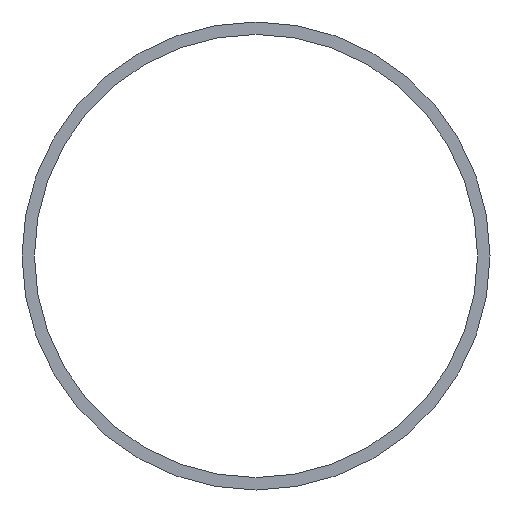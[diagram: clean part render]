
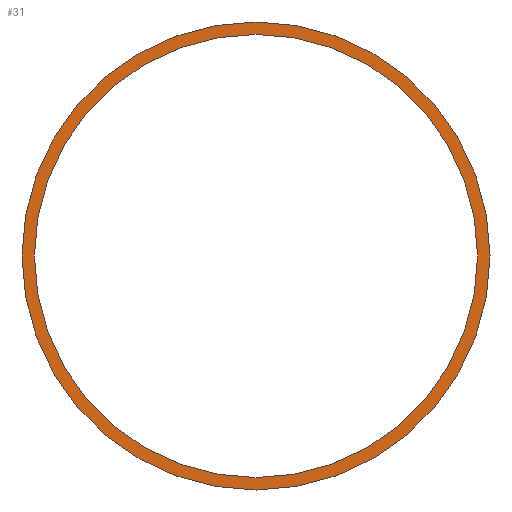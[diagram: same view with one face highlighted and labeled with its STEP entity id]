
A CAD part, front view. The second image highlights one B-rep face of the part: STEP entity #31.
In plain terms, the highlighted planar face has unit normal (0, -1, 0).
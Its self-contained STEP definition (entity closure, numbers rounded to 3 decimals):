
#19 = AXIS2_PLACEMENT_3D ( 'NONE', #73, #189, #90 ) ;
#31 = ADVANCED_FACE ( 'NONE', ( #47, #181 ), #200, .F. ) ;
#34 = CIRCLE ( 'NONE', #203, 178.25 ) ;
#38 = ORIENTED_EDGE ( 'NONE', *, *, #101, .T. ) ;
#40 = EDGE_CURVE ( 'NONE', #204, #85, #128, .T. ) ;
#43 = CARTESIAN_POINT ( 'NONE',  ( 0., 0., 0. ) ) ;
#47 = FACE_OUTER_BOUND ( 'NONE', #188, .T. ) ;
#52 = EDGE_LOOP ( 'NONE', ( #96, #38 ) ) ;
#54 = AXIS2_PLACEMENT_3D ( 'NONE', #131, #111, #62 ) ;
#57 = CARTESIAN_POINT ( 'NONE',  ( 0., 0., 188.25 ) ) ;
#58 = DIRECTION ( 'NONE',  ( 0., 0., 1. ) ) ;
#59 = DIRECTION ( 'NONE',  ( 0., 0., 1. ) ) ;
#62 = DIRECTION ( 'NONE',  ( 0., 0., 1. ) ) ;
#71 = ORIENTED_EDGE ( 'NONE', *, *, #130, .F. ) ;
#73 = CARTESIAN_POINT ( 'NONE',  ( 0., 0., 0. ) ) ;
#75 = VERTEX_POINT ( 'NONE', #185 ) ;
#78 = DIRECTION ( 'NONE',  ( 0., 1., 0. ) ) ;
#85 = VERTEX_POINT ( 'NONE', #57 ) ;
#90 = DIRECTION ( 'NONE',  ( 0., 0., 1. ) ) ;
#96 = ORIENTED_EDGE ( 'NONE', *, *, #112, .T. ) ;
#101 = EDGE_CURVE ( 'NONE', #75, #115, #202, .T. ) ;
#104 = DIRECTION ( 'NONE',  ( 0., 1., 0. ) ) ;
#109 = CARTESIAN_POINT ( 'NONE',  ( 0., 0., -178.25 ) ) ;
#111 = DIRECTION ( 'NONE',  ( 0., 1., 0. ) ) ;
#112 = EDGE_CURVE ( 'NONE', #115, #75, #34, .T. ) ;
#115 = VERTEX_POINT ( 'NONE', #109 ) ;
#128 = CIRCLE ( 'NONE', #143, 188.25 ) ;
#130 = EDGE_CURVE ( 'NONE', #85, #204, #199, .T. ) ;
#131 = CARTESIAN_POINT ( 'NONE',  ( 0., 0., 0. ) ) ;
#143 = AXIS2_PLACEMENT_3D ( 'NONE', #176, #78, #197 ) ;
#149 = AXIS2_PLACEMENT_3D ( 'NONE', #151, #104, #58 ) ;
#151 = CARTESIAN_POINT ( 'NONE',  ( 0., 0., 0. ) ) ;
#152 = DIRECTION ( 'NONE',  ( 0., 1., 0. ) ) ;
#153 = CARTESIAN_POINT ( 'NONE',  ( 0., 0., -188.25 ) ) ;
#176 = CARTESIAN_POINT ( 'NONE',  ( 0., 0., 0. ) ) ;
#181 = FACE_BOUND ( 'NONE', #52, .T. ) ;
#185 = CARTESIAN_POINT ( 'NONE',  ( 0., 0., 178.25 ) ) ;
#188 = EDGE_LOOP ( 'NONE', ( #208, #71 ) ) ;
#189 = DIRECTION ( 'NONE',  ( 0., 1., 0. ) ) ;
#197 = DIRECTION ( 'NONE',  ( 0., 0., 1. ) ) ;
#199 = CIRCLE ( 'NONE', #149, 188.25 ) ;
#200 = PLANE ( 'NONE',  #54 ) ;
#202 = CIRCLE ( 'NONE', #19, 178.25 ) ;
#203 = AXIS2_PLACEMENT_3D ( 'NONE', #43, #152, #59 ) ;
#204 = VERTEX_POINT ( 'NONE', #153 ) ;
#208 = ORIENTED_EDGE ( 'NONE', *, *, #40, .F. ) ;
